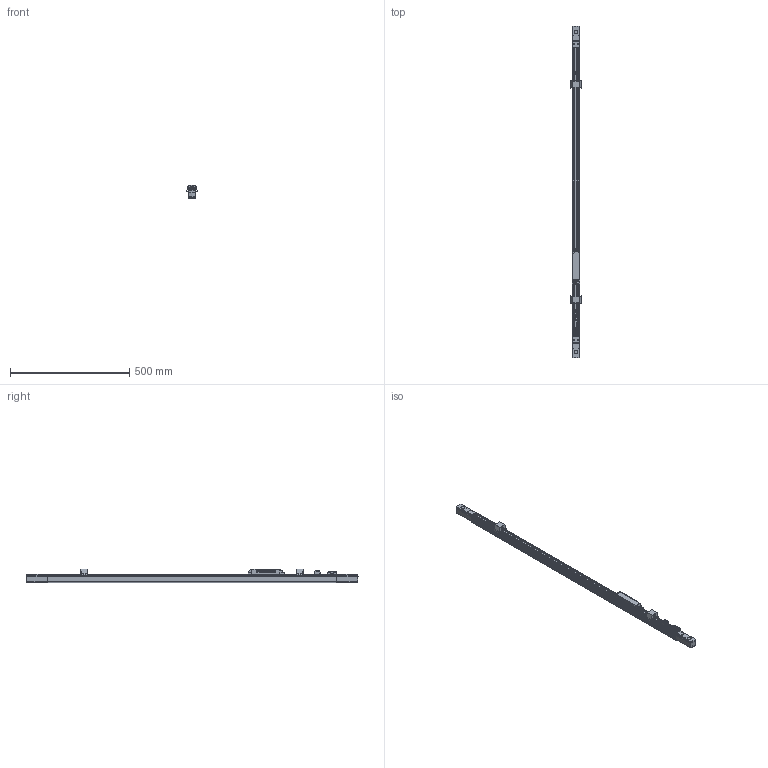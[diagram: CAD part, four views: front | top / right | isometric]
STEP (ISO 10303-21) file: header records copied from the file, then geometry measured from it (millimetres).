
FILE_DESCRIPTION(/* description */ ('This is a sample STEP configuration'),/* implementation_level */ '2;1');
FILE_NAME(/* name */ '715-0709230xxxxxx _Simple.ipt_Rev_00.1.stp',/* time_stamp */ '2022-02-16T13:50:03+01:00',/* author */ ('powerJobs'),/* organization */ ('coolOrange'),/* preprocessor_version */ 'ST-DEVELOPER v18.1',/* originating_system */ 'Autodesk Inventor 2020',/* authorisation */ '');
FILE_SCHEMA (('AUTOMOTIVE_DESIGN { 1 0 10303 214 3 1 1 }'));
Length unit declared in the file: millimetre
Products named in the file (1): ENG000025155
Bounding box: 45.15 x 1391.32 x 57.9 mm (x, y, z)
Volume: 612762.5 mm3; surface area: 598462.7 mm2
Topology: 6 solids, 12 shells, 8368 faces, 23798 edges, 15305 vertices
Faces by surface type: plane 5250, cylinder 2197, bspline 731, cone 80, torus 56, sphere 54
Full cylindrical faces by diameter (mm): 1.2 x2, 2.3 x2, 4.2 x1, 5.6 x1
Entity records: 323317 total; most frequent: CARTESIAN_POINT 97265, ORIENTED_EDGE 47506, DIRECTION 43245, EDGE_CURVE 23753, LINE 17199, VECTOR 17199, VERTEX_POINT 15303, AXIS2_PLACEMENT_3D 13023
